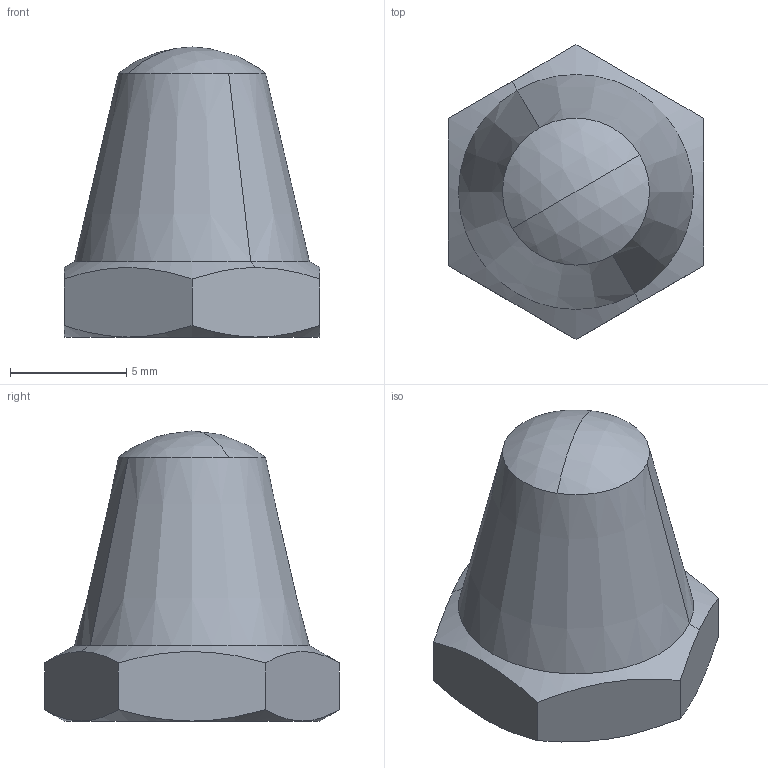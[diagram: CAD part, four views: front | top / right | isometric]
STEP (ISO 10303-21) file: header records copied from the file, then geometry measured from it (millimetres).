
FILE_DESCRIPTION (( 'STEP AP203' ), '1' );
FILE_NAME ('bj810-06012-r.STEP', '2021-10-25T00:29:34', ( '' ), ( '' ), 'SwSTEP 2.0', 'SolidWorks 2020', '' );
FILE_SCHEMA (( 'CONFIG_CONTROL_DESIGN' ));
Length unit declared in the file: millimetre
Products named in the file (1): bj810-06012-r
Bounding box: 11 x 12.7 x 12.5 mm (x, y, z)
Volume: 678.2 mm3; surface area: 562.2 mm2
Topology: 1 solids, 1 shells, 22 faces, 50 edges, 31 vertices
Faces by surface type: cone 10, plane 8, cylinder 2, sphere 2
Entity records: 769 total; most frequent: CARTESIAN_POINT 220, ORIENTED_EDGE 100, DIRECTION 94, EDGE_CURVE 50, AXIS2_PLACEMENT_3D 41, VERTEX_POINT 31, EDGE_LOOP 23, ADVANCED_FACE 22
